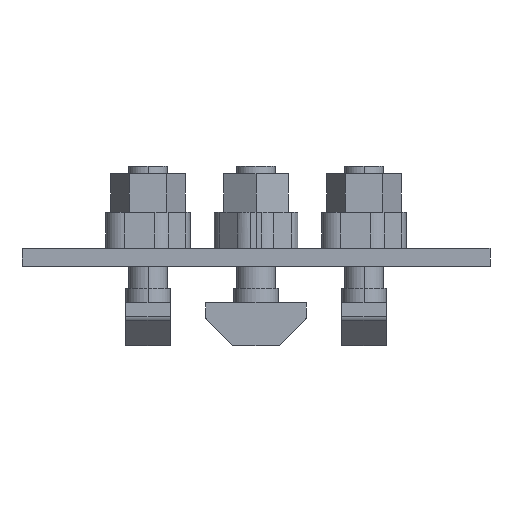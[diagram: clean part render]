
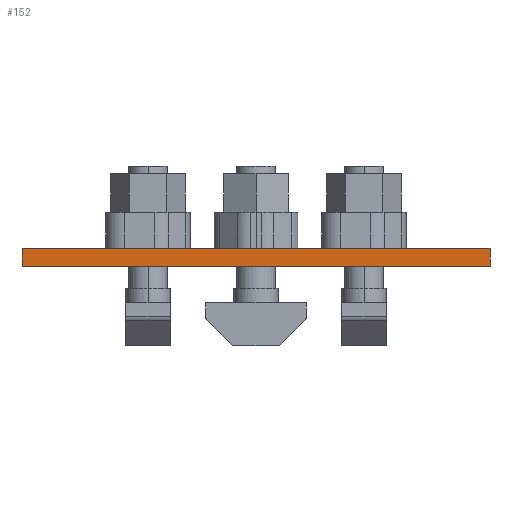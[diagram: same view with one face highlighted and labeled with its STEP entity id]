
A CAD part, front view. The second image highlights one B-rep face of the part: STEP entity #152.
In plain terms, the highlighted planar face has unit normal (0, -1, 0).
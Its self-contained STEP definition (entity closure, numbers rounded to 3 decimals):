
#48 = AXIS2_PLACEMENT_3D ( 'NONE', #854, #1323, #1494 ) ;
#152 = ADVANCED_FACE ( 'NONE', ( #873 ), #2944, .T. ) ;
#390 = CARTESIAN_POINT ( 'NONE',  ( -65., 0., 5. ) ) ;
#474 = VECTOR ( 'NONE', #582, 1000. ) ;
#582 = DIRECTION ( 'NONE',  ( 0., 0., 1. ) ) ;
#611 = LINE ( 'NONE', #1558, #2320 ) ;
#829 = CARTESIAN_POINT ( 'NONE',  ( 65., 0., 5. ) ) ;
#854 = CARTESIAN_POINT ( 'NONE',  ( -65., 0., 5. ) ) ;
#873 = FACE_OUTER_BOUND ( 'NONE', #1944, .T. ) ;
#974 = ORIENTED_EDGE ( 'NONE', *, *, #1276, .T. ) ;
#1001 = DIRECTION ( 'NONE',  ( -1., 0., 0. ) ) ;
#1009 = VECTOR ( 'NONE', #1514, 1000. ) ;
#1010 = ORIENTED_EDGE ( 'NONE', *, *, #1810, .T. ) ;
#1198 = LINE ( 'NONE', #2131, #2605 ) ;
#1276 = EDGE_CURVE ( 'NONE', #2530, #1816, #2029, .T. ) ;
#1323 = DIRECTION ( 'NONE',  ( 0., -1., 0. ) ) ;
#1337 = CARTESIAN_POINT ( 'NONE',  ( 65., 0., 0. ) ) ;
#1409 = CARTESIAN_POINT ( 'NONE',  ( 65., 0., 0. ) ) ;
#1494 = DIRECTION ( 'NONE',  ( 0., 0., -1. ) ) ;
#1514 = DIRECTION ( 'NONE',  ( 0., 0., -1. ) ) ;
#1558 = CARTESIAN_POINT ( 'NONE',  ( -65., 0., 5. ) ) ;
#1660 = ORIENTED_EDGE ( 'NONE', *, *, #2706, .F. ) ;
#1701 = CARTESIAN_POINT ( 'NONE',  ( -65., 0., 0. ) ) ;
#1764 = EDGE_CURVE ( 'NONE', #2708, #1816, #611, .T. ) ;
#1810 = EDGE_CURVE ( 'NONE', #2708, #1995, #2940, .T. ) ;
#1816 = VERTEX_POINT ( 'NONE', #829 ) ;
#1944 = EDGE_LOOP ( 'NONE', ( #2447, #1010, #1660, #974 ) ) ;
#1995 = VERTEX_POINT ( 'NONE', #1701 ) ;
#2029 = LINE ( 'NONE', #1337, #474 ) ;
#2131 = CARTESIAN_POINT ( 'NONE',  ( 65., 0., 0. ) ) ;
#2250 = DIRECTION ( 'NONE',  ( 1., 0., 0. ) ) ;
#2320 = VECTOR ( 'NONE', #2250, 1000. ) ;
#2415 = CARTESIAN_POINT ( 'NONE',  ( -65., 0., 5. ) ) ;
#2447 = ORIENTED_EDGE ( 'NONE', *, *, #1764, .F. ) ;
#2530 = VERTEX_POINT ( 'NONE', #1409 ) ;
#2605 = VECTOR ( 'NONE', #1001, 1000. ) ;
#2706 = EDGE_CURVE ( 'NONE', #2530, #1995, #1198, .T. ) ;
#2708 = VERTEX_POINT ( 'NONE', #2415 ) ;
#2940 = LINE ( 'NONE', #390, #1009 ) ;
#2944 = PLANE ( 'NONE',  #48 ) ;
